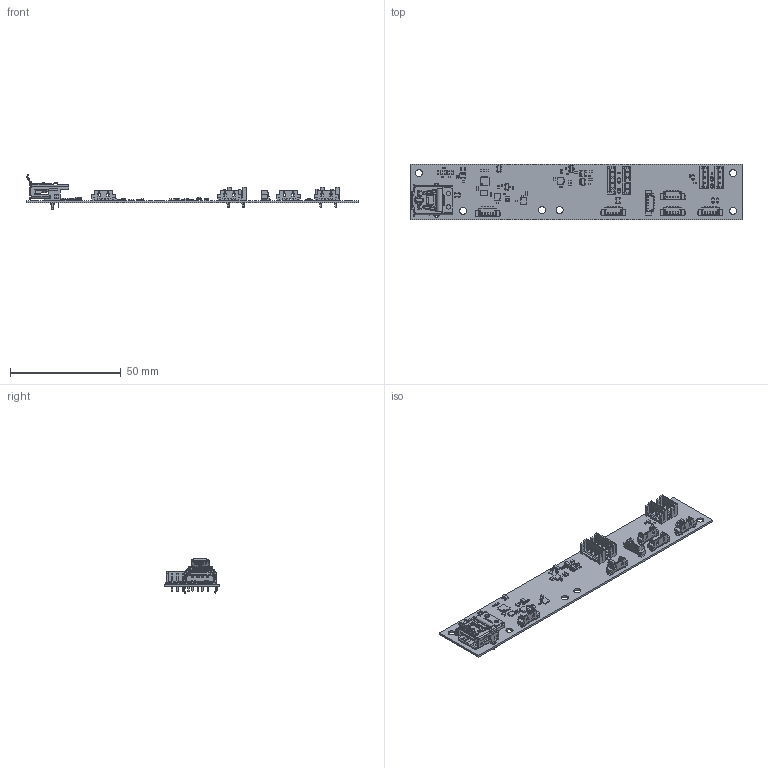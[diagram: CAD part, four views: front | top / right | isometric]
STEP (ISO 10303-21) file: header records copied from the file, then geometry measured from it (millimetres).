
FILE_DESCRIPTION(('KiCad electronic assembly'),'2;1');
FILE_NAME('elec_maroilles.step','2025-12-02T12:03:20',('Pcbnew'),( 'Kicad'),'Open CASCADE STEP processor 7.6','KiCad to STEP converter' ,'Unknown');
FILE_SCHEMA(('AUTOMOTIVE_DESIGN { 1 0 10303 214 1 1 1 1 }'));
Length unit declared in the file: millimetre
Products named in the file (19): elec_maroilles 1; Molex_PicoBlade_53398-0571_1x05-1MP_P1.25mm_Vertical; C_0603_1608Metric; JST_EH_B3B-EH-A_1x03_P2.50mm_Vertical; WQFN-16-1EP_3x3mm_P0.5mm_EP1.6x1.6mm; R_0402_1005Metric; Amphenol_LUSBA11100; LUSBA11100--3DModel-STEP-533217; R_0603_1608Metric; D_SOD-323; Texas_RTW_WQFN-24-1EP_4x4mm_P0.5mm_EP2.7x2.7mm; SOT-143; SOT-23-5; JST_EH_B4B-EH-A_1x04_P2.50mm_Vertical; LED_0603_1608Metric; SOT-23; Crystal_SMD_3225-4Pin_3.2x2.5mm; DFN-8-1EP_3x3mm_P0.65mm_EP1.5x2.25mm; elec_maroilles_PCB
Assembly tree (78 placements, depth 3):
  elec_maroilles 1
    Molex_PicoBlade_53398-0571_1x05-1MP_P1.25mm_Vertical  x6
    C_0603_1608Metric  x13
    JST_EH_B3B-EH-A_1x03_P2.50mm_Vertical  x2
    WQFN-16-1EP_3x3mm_P0.5mm_EP1.6x1.6mm  x3
    R_0402_1005Metric  x25
    Amphenol_LUSBA11100
      LUSBA11100--3DModel-STEP-533217
    R_0603_1608Metric
    D_SOD-323  x7
    Texas_RTW_WQFN-24-1EP_4x4mm_P0.5mm_EP2.7x2.7mm
    SOT-143  x3
    SOT-23-5  x3
    JST_EH_B4B-EH-A_1x04_P2.50mm_Vertical  x2
    LED_0603_1608Metric  x5
    SOT-23  x2
    Crystal_SMD_3225-4Pin_3.2x2.5mm
    DFN-8-1EP_3x3mm_P0.65mm_EP1.5x2.25mm
    elec_maroilles_PCB
Bounding box: 150 x 25 x 15.63 mm (x, y, z)
Volume: 5122.1 mm3; surface area: 13596.9 mm2
Topology: 77 solids, 77 shells, 5517 faces, 14862 edges, 9651 vertices
Faces by surface type: plane 4159, cylinder 1038, bspline 270, torus 50
Full cylindrical faces by diameter (mm): 0.2 x3, 0.5 x2, 0.95 x14, 1.05 x4, 2.35 x2, 3.2 x6
Entity records: 69134 total; most frequent: CARTESIAN_POINT 15002, ORIENTED_EDGE 11528, DIRECTION 10624, EDGE_CURVE 5764, LINE 4504, VECTOR 4504, VERTEX_POINT 3746, AXIS2_PLACEMENT_3D 3060
